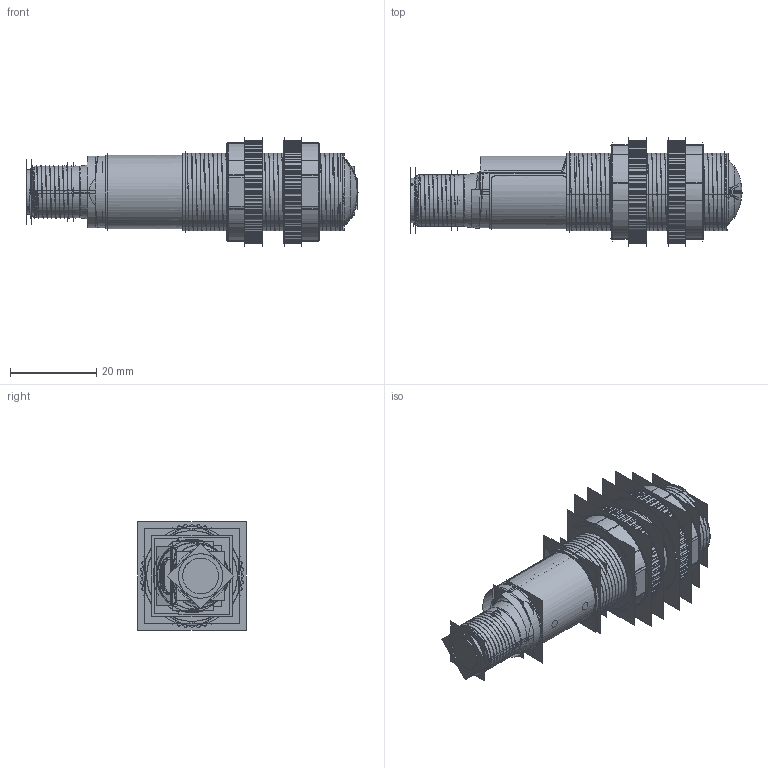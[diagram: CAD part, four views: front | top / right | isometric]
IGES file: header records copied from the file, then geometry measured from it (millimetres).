
Start section:  PTC IGES file: 194039.igs
Global section: file name: 194039.igs; native system: Creo Parametric by Parametric Technology Corporation; preprocessor: 2013230; author: PDMAdmin; organization: Unknown; date: 20160405.142102; units: millimetre
Bounding box: 77.14 x 25.1 x 25.1 mm (x, y, z)
Volume: 7763.2 mm3; surface area: 189954.7 mm2
Topology: 11 solids, 11 shells, 2502 faces, 13068 edges, 16445 vertices
Faces by surface type: bspline 1166, revolution 1008, extrusion 328
